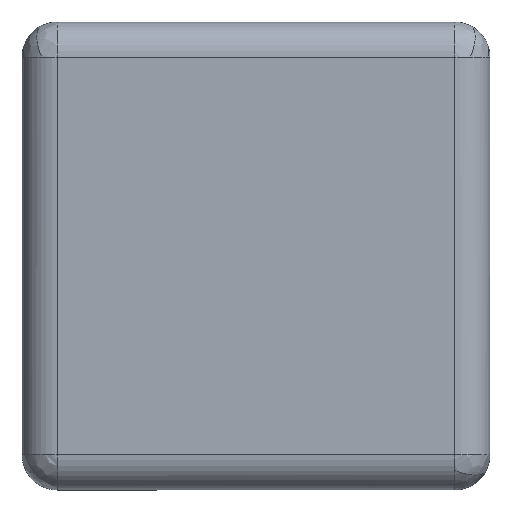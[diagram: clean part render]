
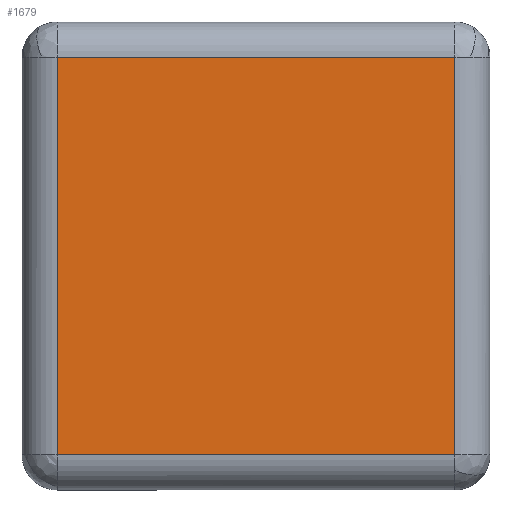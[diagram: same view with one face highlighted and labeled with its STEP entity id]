
A CAD part, top view. The second image highlights one B-rep face of the part: STEP entity #1679.
In plain terms, the highlighted planar face has unit normal (0, 0, 1).
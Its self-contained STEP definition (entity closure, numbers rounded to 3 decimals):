
#138 = VECTOR ( 'NONE', #370, 1000. ) ;
#159 = CARTESIAN_POINT ( 'NONE',  ( 17., 20., 4. ) ) ;
#163 = CARTESIAN_POINT ( 'NONE',  ( 17., 17., 4. ) ) ;
#244 = LINE ( 'NONE', #1320, #2212 ) ;
#358 = CARTESIAN_POINT ( 'NONE',  ( -20., 17., 4. ) ) ;
#370 = DIRECTION ( 'NONE',  ( 0., -1., 0. ) ) ;
#388 = DIRECTION ( 'NONE',  ( 1., 0., 0. ) ) ;
#456 = DIRECTION ( 'NONE',  ( 0., 1., 0. ) ) ;
#489 = CARTESIAN_POINT ( 'NONE',  ( -20., -17., 4. ) ) ;
#509 = FACE_OUTER_BOUND ( 'NONE', #2641, .T. ) ;
#521 = CARTESIAN_POINT ( 'NONE',  ( -17., -17., 4. ) ) ;
#532 = DIRECTION ( 'NONE',  ( -1., 0., 0. ) ) ;
#596 = VERTEX_POINT ( 'NONE', #521 ) ;
#724 = VERTEX_POINT ( 'NONE', #1433 ) ;
#747 = ORIENTED_EDGE ( 'NONE', *, *, #1652, .F. ) ;
#756 = EDGE_CURVE ( 'NONE', #2453, #724, #2573, .T. ) ;
#860 = LINE ( 'NONE', #489, #1794 ) ;
#905 = VERTEX_POINT ( 'NONE', #2564 ) ;
#924 = EDGE_CURVE ( 'NONE', #596, #905, #244, .T. ) ;
#1244 = ORIENTED_EDGE ( 'NONE', *, *, #1420, .F. ) ;
#1248 = VECTOR ( 'NONE', #388, 1000. ) ;
#1320 = CARTESIAN_POINT ( 'NONE',  ( -17., 20., 4. ) ) ;
#1342 = DIRECTION ( 'NONE',  ( -1., 0., 0. ) ) ;
#1407 = DIRECTION ( 'NONE',  ( 0., 0., -1. ) ) ;
#1420 = EDGE_CURVE ( 'NONE', #905, #2453, #1882, .T. ) ;
#1433 = CARTESIAN_POINT ( 'NONE',  ( 17., -17., 4. ) ) ;
#1452 = ORIENTED_EDGE ( 'NONE', *, *, #756, .F. ) ;
#1625 = AXIS2_PLACEMENT_3D ( 'NONE', #2604, #1407, #532 ) ;
#1652 = EDGE_CURVE ( 'NONE', #724, #596, #860, .T. ) ;
#1679 = ADVANCED_FACE ( 'NONE', ( #509 ), #2613, .F. ) ;
#1794 = VECTOR ( 'NONE', #1342, 1000. ) ;
#1882 = LINE ( 'NONE', #358, #1248 ) ;
#2212 = VECTOR ( 'NONE', #456, 1000. ) ;
#2453 = VERTEX_POINT ( 'NONE', #163 ) ;
#2564 = CARTESIAN_POINT ( 'NONE',  ( -17., 17., 4. ) ) ;
#2573 = LINE ( 'NONE', #159, #138 ) ;
#2604 = CARTESIAN_POINT ( 'NONE',  ( -20., 20., 4. ) ) ;
#2613 = PLANE ( 'NONE',  #1625 ) ;
#2641 = EDGE_LOOP ( 'NONE', ( #747, #1452, #1244, #2644 ) ) ;
#2644 = ORIENTED_EDGE ( 'NONE', *, *, #924, .F. ) ;
